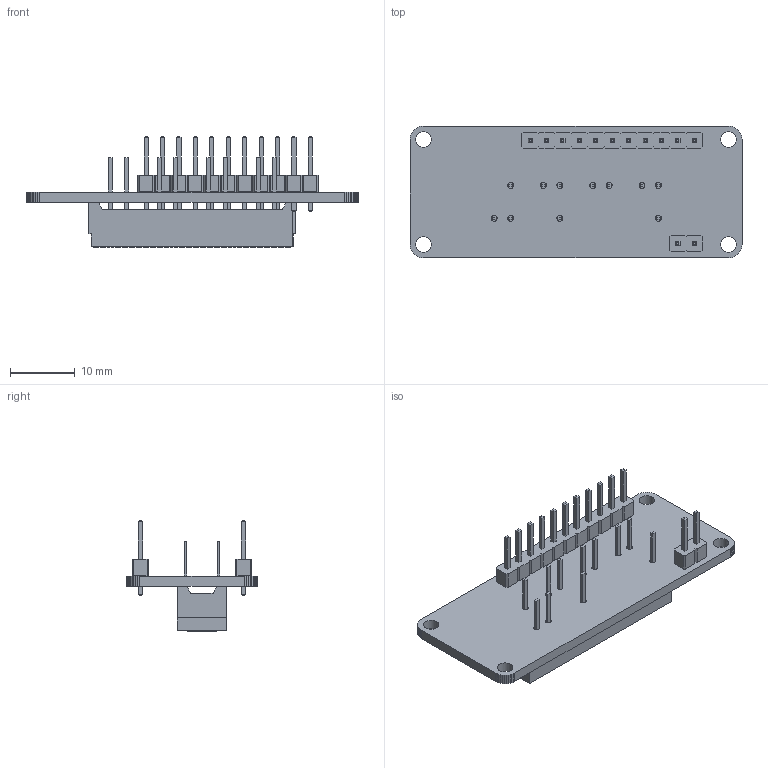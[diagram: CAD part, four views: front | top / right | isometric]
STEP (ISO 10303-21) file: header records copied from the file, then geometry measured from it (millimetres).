
FILE_DESCRIPTION(('KiCad electronic assembly'),'2;1');
FILE_NAME('SBK BarMeter 28 V0.step','2025-06-16T08:16:28',('Pcbnew'),( 'Kicad'),'Open CASCADE STEP processor 7.7','KiCad to STEP converter' ,'Unknown');
FILE_SCHEMA(('AUTOMOTIVE_DESIGN { 1 0 10303 214 1 1 1 1 }'));
Length unit declared in the file: millimetre
Products named in the file (8): SBK BarMeter 28 V0 1; PinHeader_1x11_P2.54mm_Vertical; SOLID; PinHeader_1x02_P2.54mm_Vertical; BL28Z-3005SK04Y; COMPOUND; SBK BarMeter 28 V0 PCB
Assembly tree (7 placements, depth 3):
  SBK BarMeter 28 V0 1
    PinHeader_1x11_P2.54mm_Vertical
      SOLID
    PinHeader_1x02_P2.54mm_Vertical
      SOLID
    BL28Z-3005SK04Y
      COMPOUND
    SBK BarMeter 28 V0 PCB
Bounding box: 51.34 x 20.4 x 17.14 mm (x, y, z)
Volume: 3309.8 mm3; surface area: 4436.6 mm2
Topology: 43 solids, 43 shells, 655 faces, 1525 edges, 982 vertices
Faces by surface type: plane 627, cylinder 28
Full cylindrical faces by diameter (mm): 0.914 x11, 1 x13, 2.4 x4
Entity records: 40877 total; most frequent: CARTESIAN_POINT 6556, DIRECTION 5901, LINE 4463, VECTOR 4463, ORIENTED_EDGE 3050, PCURVE 3050, DEFINITIONAL_REPRESENTATION 3050, EDGE_CURVE 1525
